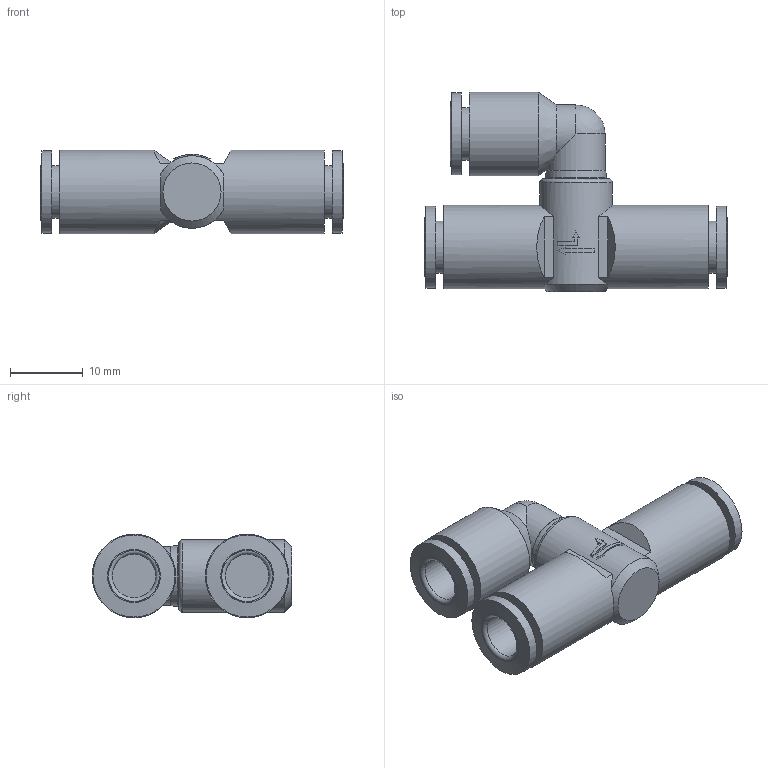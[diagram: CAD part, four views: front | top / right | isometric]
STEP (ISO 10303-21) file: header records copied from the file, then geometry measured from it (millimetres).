
FILE_DESCRIPTION(/* description */ (''),/* implementation_level */ '2;1');
FILE_NAME(/* name */ 'MEVS 06.stp',/* time_stamp */ '2019-12-30T15:01:18+09:00',/* author */ ('DIAMOND'),/* organization */ (''),/* preprocessor_version */ 'ST-DEVELOPER v15.6',/* originating_system */ 'Autodesk Inventor 2015',/* authorisation */ '');
FILE_SCHEMA (('AUTOMOTIVE_DESIGN { 1 0 10303 214 3 1 1 }'));
Length unit declared in the file: millimetre
Products named in the file (1): MEVS 06
Bounding box: 41.7 x 27.5 x 11.5 mm (x, y, z)
Volume: 5000.9 mm3; surface area: 3786.2 mm2
Topology: 1 solids, 1 shells, 72 faces, 162 edges, 104 vertices
Faces by surface type: plane 39, cylinder 17, torus 9, cone 6, sphere 1
Full cylindrical faces by diameter (mm): 6 x3, 7.2 x3, 8 x1, 10 x1, 11.3 x3, 11.5 x3
Entity records: 1880 total; most frequent: CARTESIAN_POINT 376, DIRECTION 330, ORIENTED_EDGE 246, AXIS2_PLACEMENT_3D 143, EDGE_CURVE 123, EDGE_LOOP 114, VERTEX_POINT 95, FACE_OUTER_BOUND 72
